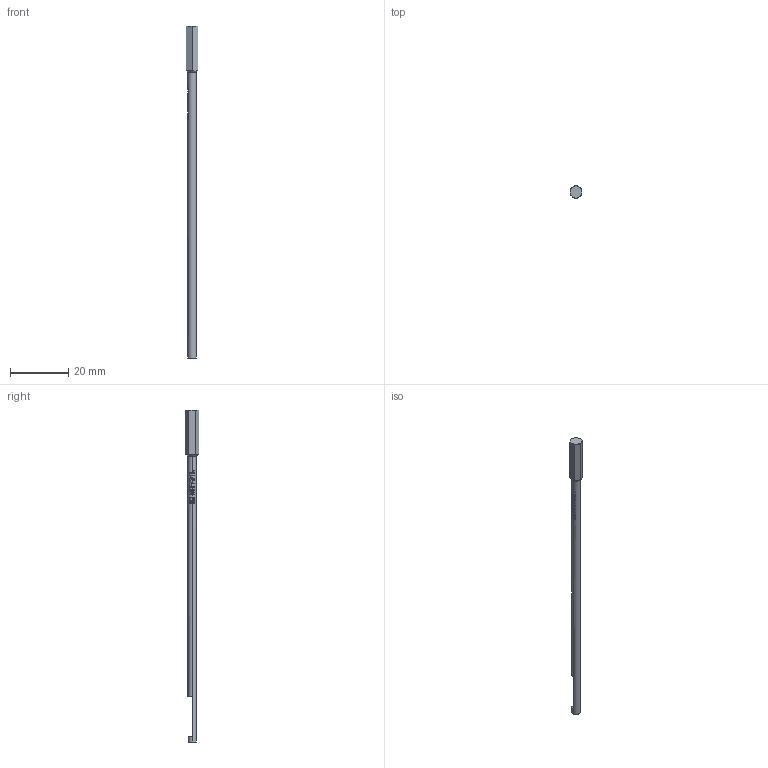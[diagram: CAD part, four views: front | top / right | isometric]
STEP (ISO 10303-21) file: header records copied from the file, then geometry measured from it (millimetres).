
FILE_DESCRIPTION (( 'STEP AP214' ), '1' );
FILE_NAME ('MOD-1028518-BIT731L.STEP', '2023-01-23T12:01:01', ( '' ), ( '' ), 'SwSTEP 2.0', 'SolidWorks 2020', '' );
FILE_SCHEMA (( 'AUTOMOTIVE_DESIGN' ));
Length unit declared in the file: millimetre
Products named in the file (1): MOD-1028518-BIT731L
Bounding box: 4 x 4.62 x 114 mm (x, y, z)
Volume: 750.7 mm3; surface area: 1114.1 mm2
Topology: 1 solids, 1 shells, 146 faces, 404 edges, 264 vertices
Faces by surface type: plane 92, bspline 32, cylinder 20, cone 2
Entity records: 7224 total; most frequent: CARTESIAN_POINT 3732, ORIENTED_EDGE 808, DIRECTION 595, EDGE_CURVE 404, VERTEX_POINT 264, AXIS2_PLACEMENT_3D 200, LINE 195, VECTOR 195
